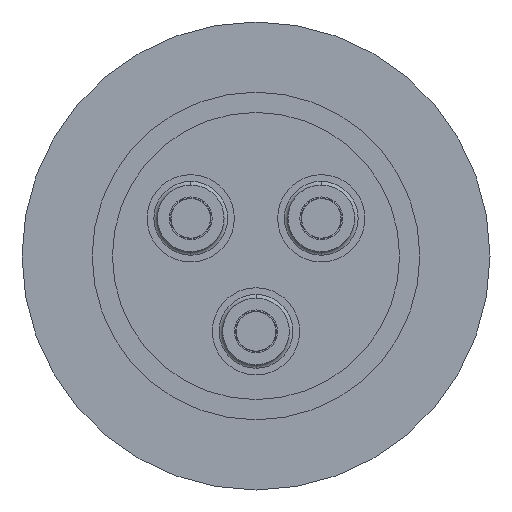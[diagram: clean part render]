
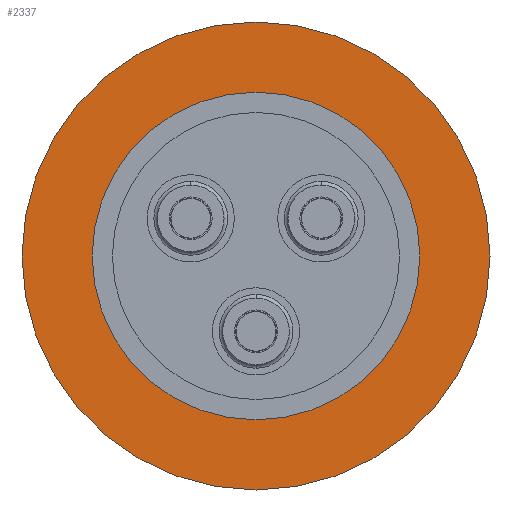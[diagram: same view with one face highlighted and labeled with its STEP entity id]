
A CAD part, front view. The second image highlights one B-rep face of the part: STEP entity #2337.
In plain terms, the highlighted planar face has unit normal (0, -1, 0).
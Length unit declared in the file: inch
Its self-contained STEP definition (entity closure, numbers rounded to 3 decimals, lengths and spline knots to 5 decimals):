
#955 = ORIENTED_EDGE ( 'NONE', *, *, #5306, .T. ) ;
#956 = ORIENTED_EDGE ( 'NONE', *, *, #5144, .T. ) ;
#957 = ORIENTED_EDGE ( 'NONE', *, *, #5305, .T. ) ;
#958 = ORIENTED_EDGE ( 'NONE', *, *, #5310, .T. ) ;
#1109 = DIRECTION ( 'NONE',  ( 0., -1., 0. ) ) ;
#1110 = DIRECTION ( 'NONE',  ( 0., 0., -1. ) ) ;
#1122 = CARTESIAN_POINT ( 'NONE',  ( -1.475, 0., 0. ) ) ;
#1125 = PLANE ( 'NONE',  #2422 ) ;
#1347 = AXIS2_PLACEMENT_3D ( 'NONE', #4606, #4605, #4604 ) ;
#1966 = CIRCLE ( 'NONE', #2594, 1.0325 ) ;
#1971 = CIRCLE ( 'NONE', #2590, 1.0325 ) ;
#1972 = CIRCLE ( 'NONE', #2591, 1.475 ) ;
#2148 = CIRCLE ( 'NONE', #1347, 1.475 ) ;
#2337 = ADVANCED_FACE ( 'NONE', ( #2958, #2955 ), #1125, .T. ) ;
#2422 = AXIS2_PLACEMENT_3D ( 'NONE', #1122, #1109, #1110 ) ;
#2590 = AXIS2_PLACEMENT_3D ( 'NONE', #6070, #6071, #6072 ) ;
#2591 = AXIS2_PLACEMENT_3D ( 'NONE', #6073, #6074, #6075 ) ;
#2594 = AXIS2_PLACEMENT_3D ( 'NONE', #3925, #3926, #3927 ) ;
#2955 = FACE_BOUND ( 'NONE', #4551, .T. ) ;
#2958 = FACE_OUTER_BOUND ( 'NONE', #4542, .T. ) ;
#3925 = CARTESIAN_POINT ( 'NONE',  ( 0., 0., 0. ) ) ;
#3926 = DIRECTION ( 'NONE',  ( 0., 1., 0. ) ) ;
#3927 = DIRECTION ( 'NONE',  ( 0., 0., 1. ) ) ;
#4029 = VERTEX_POINT ( 'NONE', #4746 ) ;
#4048 = VERTEX_POINT ( 'NONE', #4671 ) ;
#4062 = VERTEX_POINT ( 'NONE', #4636 ) ;
#4102 = VERTEX_POINT ( 'NONE', #5006 ) ;
#4542 = EDGE_LOOP ( 'NONE', ( #955, #956 ) ) ;
#4551 = EDGE_LOOP ( 'NONE', ( #957, #958 ) ) ;
#4604 = DIRECTION ( 'NONE',  ( 0., 0., 1. ) ) ;
#4605 = DIRECTION ( 'NONE',  ( 0., -1., 0. ) ) ;
#4606 = CARTESIAN_POINT ( 'NONE',  ( 0., 0., 0. ) ) ;
#4636 = CARTESIAN_POINT ( 'NONE',  ( 0., 0., 1.0325 ) ) ;
#4671 = CARTESIAN_POINT ( 'NONE',  ( 0., 0., -1.0325 ) ) ;
#4746 = CARTESIAN_POINT ( 'NONE',  ( 0., 0., 1.475 ) ) ;
#5006 = CARTESIAN_POINT ( 'NONE',  ( 0., 0., -1.475 ) ) ;
#5144 = EDGE_CURVE ( 'NONE', #4102, #4029, #2148, .T. ) ;
#5305 = EDGE_CURVE ( 'NONE', #4062, #4048, #1971, .T. ) ;
#5306 = EDGE_CURVE ( 'NONE', #4029, #4102, #1972, .T. ) ;
#5310 = EDGE_CURVE ( 'NONE', #4048, #4062, #1966, .T. ) ;
#6070 = CARTESIAN_POINT ( 'NONE',  ( 0., 0., 0. ) ) ;
#6071 = DIRECTION ( 'NONE',  ( 0., 1., 0. ) ) ;
#6072 = DIRECTION ( 'NONE',  ( 0., 0., 1. ) ) ;
#6073 = CARTESIAN_POINT ( 'NONE',  ( 0., 0., 0. ) ) ;
#6074 = DIRECTION ( 'NONE',  ( 0., -1., 0. ) ) ;
#6075 = DIRECTION ( 'NONE',  ( 0., 0., 1. ) ) ;
